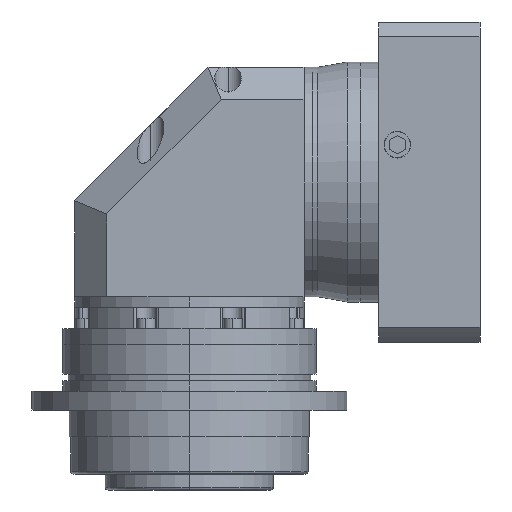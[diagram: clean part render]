
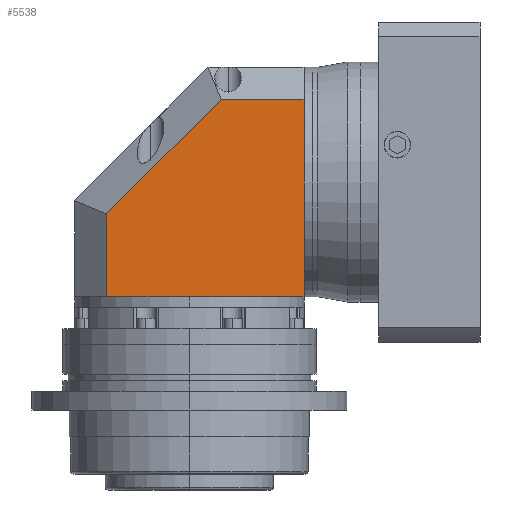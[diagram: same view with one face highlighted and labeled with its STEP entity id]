
A CAD part, left-side view. The second image highlights one B-rep face of the part: STEP entity #5538.
In plain terms, the highlighted planar face has unit normal (-1, 0, 0).
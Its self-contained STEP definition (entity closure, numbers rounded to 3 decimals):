
#1 = VERTEX_POINT ( 'NONE', #9336 ) ;
#27 = VERTEX_POINT ( 'NONE', #4072 ) ;
#669 = DIRECTION ( 'NONE',  ( 0., 0., -1. ) ) ;
#1174 = VECTOR ( 'NONE', #12681, 1000. ) ;
#1256 = LINE ( 'NONE', #9786, #7111 ) ;
#1509 = CARTESIAN_POINT ( 'NONE',  ( -43., -43., 74. ) ) ;
#1604 = CARTESIAN_POINT ( 'NONE',  ( -43., -43., 0. ) ) ;
#1699 = ORIENTED_EDGE ( 'NONE', *, *, #12260, .T. ) ;
#2151 = DIRECTION ( 'NONE',  ( 0., -1., 0. ) ) ;
#2154 = VERTEX_POINT ( 'NONE', #1509 ) ;
#2723 = DIRECTION ( 'NONE',  ( 0., -1., 0. ) ) ;
#3250 = CARTESIAN_POINT ( 'NONE',  ( -43., -43., 0. ) ) ;
#3308 = VERTEX_POINT ( 'NONE', #4767 ) ;
#3478 = ORIENTED_EDGE ( 'NONE', *, *, #13526, .T. ) ;
#3877 = CARTESIAN_POINT ( 'NONE',  ( -43., -43., 86. ) ) ;
#4051 = DIRECTION ( 'NONE',  ( 0., 1., 0. ) ) ;
#4072 = CARTESIAN_POINT ( 'NONE',  ( -43., 31., 0. ) ) ;
#4236 = DIRECTION ( 'NONE',  ( 0., 0., -1. ) ) ;
#4767 = CARTESIAN_POINT ( 'NONE',  ( -43., -11.971, 74. ) ) ;
#4900 = VECTOR ( 'NONE', #2723, 1000. ) ;
#4948 = EDGE_CURVE ( 'NONE', #8032, #7636, #13200, .T. ) ;
#5051 = CARTESIAN_POINT ( 'NONE',  ( -43., -43., 86. ) ) ;
#5229 = LINE ( 'NONE', #1604, #4900 ) ;
#5260 = VECTOR ( 'NONE', #10502, 1000. ) ;
#5538 = ADVANCED_FACE ( 'NONE', ( #13883 ), #11750, .F. ) ;
#6162 = VECTOR ( 'NONE', #2151, 1000. ) ;
#6198 = DIRECTION ( 'NONE',  ( 0., 0., -1. ) ) ;
#6415 = ORIENTED_EDGE ( 'NONE', *, *, #7988, .F. ) ;
#6877 = ORIENTED_EDGE ( 'NONE', *, *, #10671, .T. ) ;
#7058 = ORIENTED_EDGE ( 'NONE', *, *, #4948, .F. ) ;
#7111 = VECTOR ( 'NONE', #4236, 1000. ) ;
#7294 = CARTESIAN_POINT ( 'NONE',  ( -43., -43., 86. ) ) ;
#7370 = CARTESIAN_POINT ( 'NONE',  ( -43., -43., 74. ) ) ;
#7636 = VERTEX_POINT ( 'NONE', #8369 ) ;
#7988 = EDGE_CURVE ( 'NONE', #2154, #8032, #11182, .T. ) ;
#8032 = VERTEX_POINT ( 'NONE', #11679 ) ;
#8369 = CARTESIAN_POINT ( 'NONE',  ( -43., -43., 0. ) ) ;
#8562 = VECTOR ( 'NONE', #4051, 1000. ) ;
#9252 = VERTEX_POINT ( 'NONE', #10614 ) ;
#9336 = CARTESIAN_POINT ( 'NONE',  ( -43., 31., 31.029 ) ) ;
#9786 = CARTESIAN_POINT ( 'NONE',  ( -43., 31., 86. ) ) ;
#9984 = ORIENTED_EDGE ( 'NONE', *, *, #13177, .T. ) ;
#10178 = AXIS2_PLACEMENT_3D ( 'NONE', #5051, #12876, #6198 ) ;
#10202 = ORIENTED_EDGE ( 'NONE', *, *, #13851, .T. ) ;
#10502 = DIRECTION ( 'NONE',  ( 0., 0., -1. ) ) ;
#10614 = CARTESIAN_POINT ( 'NONE',  ( -43., 0., 0. ) ) ;
#10671 = EDGE_CURVE ( 'NONE', #2154, #3308, #11202, .T. ) ;
#11182 = LINE ( 'NONE', #3877, #5260 ) ;
#11202 = LINE ( 'NONE', #7370, #8562 ) ;
#11601 = CARTESIAN_POINT ( 'NONE',  ( -43., 34.515, 27.515 ) ) ;
#11646 = EDGE_LOOP ( 'NONE', ( #3478, #9984, #10202, #1699, #7058, #6415, #6877 ) ) ;
#11679 = CARTESIAN_POINT ( 'NONE',  ( -43., -43., 43. ) ) ;
#11750 = PLANE ( 'NONE',  #10178 ) ;
#12092 = LINE ( 'NONE', #3250, #6162 ) ;
#12260 = EDGE_CURVE ( 'NONE', #9252, #7636, #5229, .T. ) ;
#12681 = DIRECTION ( 'NONE',  ( 0., 0.707, -0.707 ) ) ;
#12853 = VECTOR ( 'NONE', #669, 1000. ) ;
#12876 = DIRECTION ( 'NONE',  ( 1., 0., 0. ) ) ;
#12973 = LINE ( 'NONE', #11601, #1174 ) ;
#13177 = EDGE_CURVE ( 'NONE', #1, #27, #1256, .T. ) ;
#13200 = LINE ( 'NONE', #7294, #12853 ) ;
#13526 = EDGE_CURVE ( 'NONE', #3308, #1, #12973, .T. ) ;
#13851 = EDGE_CURVE ( 'NONE', #27, #9252, #12092, .T. ) ;
#13883 = FACE_OUTER_BOUND ( 'NONE', #11646, .T. ) ;
